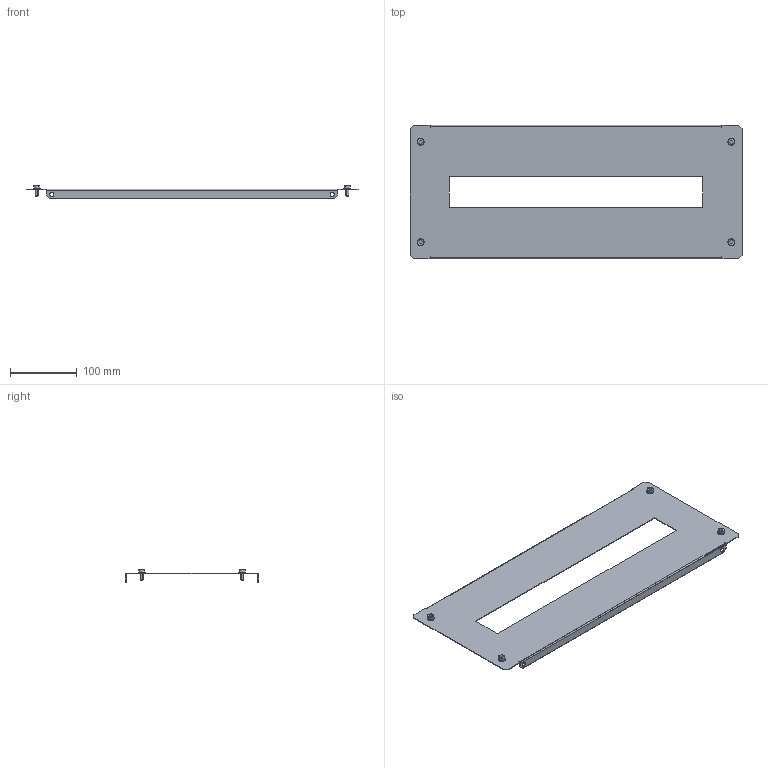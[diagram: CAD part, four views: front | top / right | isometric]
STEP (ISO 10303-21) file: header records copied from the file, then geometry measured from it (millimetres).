
FILE_DESCRIPTION (( 'STEP AP203' ), '1' );
FILE_NAME ('MA1.401.060002.01.00 Ïëàñòðîí ñ âûðåçîì äëÿ ìîäóëüíûõ óñòðîéñòâ Â200 Ø600 ìì EKF AleSta-FPFU2060.STEP', '2024-06-05T17:08:03', ( '' ), ( '' ), 'SwSTEP 2.0', 'SolidWorks 2021', '' );
FILE_SCHEMA (( 'CONFIG_CONTROL_DESIGN' ));
Length unit declared in the file: millimetre
Products named in the file (4): øàéáà êîíòàêòíàÿ ñòîïîðíàÿ ñ íàñå÷êîé îöèíêîâàííàÿ ñòàëü Ì5; Âèíò_ðåçüáîâûäàâëèâàþùèé_Ì5õ12_DIN 7500E_Œ5å12; MA1.401.060002.01.00 Ïëàñòðîí ñ âûðåçîì äëÿ ìîäóëüíûõ óñòðîéñòâ Â200 Ø600 ìì EKF AleSta-FPFU2060; MA1.401.060002.01.01 Ïëàñòðîí ñ âûðåçîì äëÿ ìîäóëüíûõ óñòðîéñòâ Â200 Ø600 ìì EKF AleSta_Copy of ˜=600
Assembly tree (9 placements, depth 2):
  MA1.401.060002.01.00 Ïëàñòðîí ñ âûðåçîì äëÿ ìîäóëüíûõ óñòðîéñòâ Â200 Ø600 ìì EKF AleSta-FPFU2060
    MA1.401.060002.01.01 Ïëàñòðîí ñ âûðåçîì äëÿ ìîäóëüíûõ óñòðîéñòâ Â200 Ø600 ìì EKF AleSta_Copy of ˜=600
    øàéáà êîíòàêòíàÿ ñòîïîðíàÿ ñ íàñå÷êîé îöèíêîâàííàÿ ñòàëü Ì5  x4
    Âèíò_ðåçüáîâûäàâëèâàþùèé_Ì5õ12_DIN 7500E_Œ5å12  x4
Bounding box: 496 x 199 x 19.2 mm (x, y, z)
Volume: 93631.8 mm3; surface area: 188605.1 mm2
Topology: 9 solids, 9 shells, 342 faces, 936 edges, 616 vertices
Faces by surface type: plane 282, cylinder 52, cone 8
Entity records: 4888 total; most frequent: DIRECTION 766, CARTESIAN_POINT 751, ORIENTED_EDGE 732, EDGE_CURVE 366, LINE 260, VECTOR 260, AXIS2_PLACEMENT_3D 253, VERTEX_POINT 238
